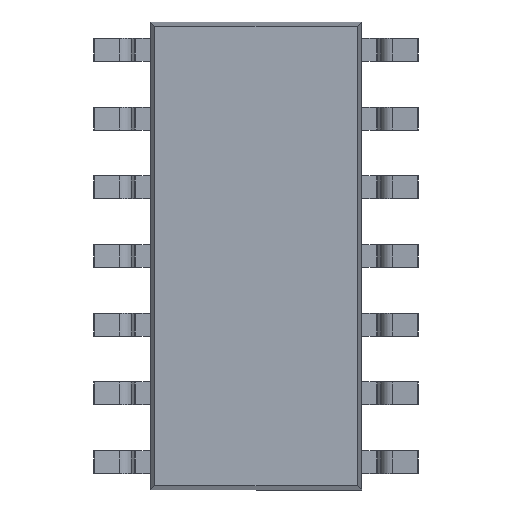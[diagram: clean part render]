
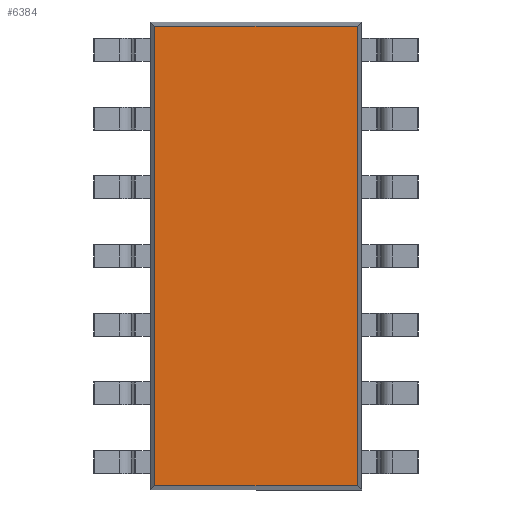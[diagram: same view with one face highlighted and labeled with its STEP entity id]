
A CAD part, front view. The second image highlights one B-rep face of the part: STEP entity #6384.
In plain terms, the highlighted planar face has unit normal (0, -1, 0).
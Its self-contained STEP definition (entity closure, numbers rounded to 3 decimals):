
#46 = ORIENTED_EDGE ( 'NONE', *, *, #4885, .T. ) ;
#299 = CARTESIAN_POINT ( 'NONE',  ( -1.871, 0.25, 4.325 ) ) ;
#416 = VERTEX_POINT ( 'NONE', #5946 ) ;
#424 = ORIENTED_EDGE ( 'NONE', *, *, #5970, .T. ) ;
#906 = AXIS2_PLACEMENT_3D ( 'NONE', #2338, #3418, #5334 ) ;
#985 = CARTESIAN_POINT ( 'NONE',  ( -1.871, 0.25, 4.246 ) ) ;
#1122 = VECTOR ( 'NONE', #2284, 1000. ) ;
#1351 = DIRECTION ( 'NONE',  ( 1., 0., 0. ) ) ;
#1400 = FACE_OUTER_BOUND ( 'NONE', #1403, .T. ) ;
#1403 = EDGE_LOOP ( 'NONE', ( #424, #5910, #1859, #46 ) ) ;
#1859 = ORIENTED_EDGE ( 'NONE', *, *, #4286, .T. ) ;
#1910 = CARTESIAN_POINT ( 'NONE',  ( -1.95, 0.25, -4.246 ) ) ;
#2284 = DIRECTION ( 'NONE',  ( 0., 0., -1. ) ) ;
#2338 = CARTESIAN_POINT ( 'NONE',  ( 0., 0.25, 0. ) ) ;
#2366 = PLANE ( 'NONE',  #906 ) ;
#2546 = CARTESIAN_POINT ( 'NONE',  ( -1.871, 0.25, -4.246 ) ) ;
#2981 = CARTESIAN_POINT ( 'NONE',  ( 1.95, 0.25, 4.246 ) ) ;
#3087 = DIRECTION ( 'NONE',  ( 0., 0., 1. ) ) ;
#3122 = DIRECTION ( 'NONE',  ( -1., 0., 0. ) ) ;
#3418 = DIRECTION ( 'NONE',  ( 0., -1., 0. ) ) ;
#3426 = LINE ( 'NONE', #1910, #4291 ) ;
#3493 = LINE ( 'NONE', #2981, #5659 ) ;
#4052 = LINE ( 'NONE', #4615, #4905 ) ;
#4208 = EDGE_CURVE ( 'NONE', #416, #5990, #4052, .T. ) ;
#4286 = EDGE_CURVE ( 'NONE', #5990, #5666, #3493, .T. ) ;
#4291 = VECTOR ( 'NONE', #1351, 1000. ) ;
#4615 = CARTESIAN_POINT ( 'NONE',  ( 1.871, 0.25, -4.325 ) ) ;
#4885 = EDGE_CURVE ( 'NONE', #5666, #5125, #5312, .T. ) ;
#4905 = VECTOR ( 'NONE', #3087, 1000. ) ;
#5125 = VERTEX_POINT ( 'NONE', #2546 ) ;
#5312 = LINE ( 'NONE', #299, #1122 ) ;
#5334 = DIRECTION ( 'NONE',  ( 0., 0., -1. ) ) ;
#5659 = VECTOR ( 'NONE', #3122, 1000. ) ;
#5666 = VERTEX_POINT ( 'NONE', #985 ) ;
#5910 = ORIENTED_EDGE ( 'NONE', *, *, #4208, .T. ) ;
#5946 = CARTESIAN_POINT ( 'NONE',  ( 1.871, 0.25, -4.246 ) ) ;
#5970 = EDGE_CURVE ( 'NONE', #5125, #416, #3426, .T. ) ;
#5990 = VERTEX_POINT ( 'NONE', #6366 ) ;
#6366 = CARTESIAN_POINT ( 'NONE',  ( 1.871, 0.25, 4.246 ) ) ;
#6384 = ADVANCED_FACE ( 'NONE', ( #1400 ), #2366, .T. ) ;
